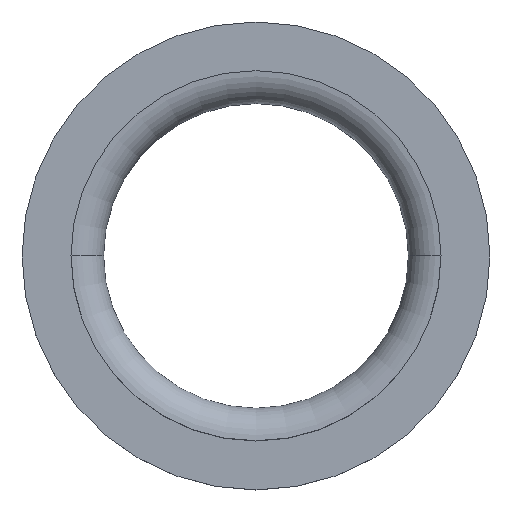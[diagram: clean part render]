
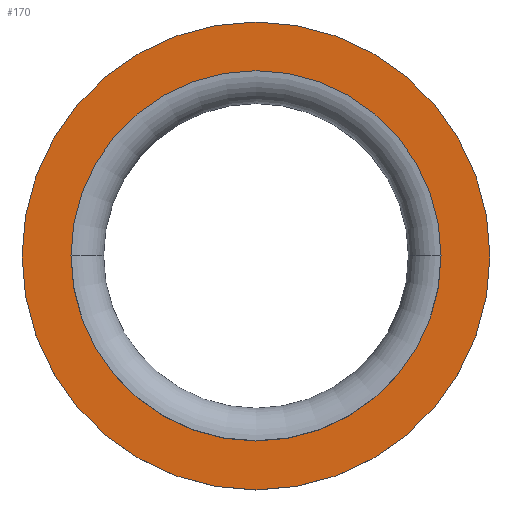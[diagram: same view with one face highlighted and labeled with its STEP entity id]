
A CAD part, top view. The second image highlights one B-rep face of the part: STEP entity #170.
In plain terms, the highlighted planar face has unit normal (0, 0, 1).
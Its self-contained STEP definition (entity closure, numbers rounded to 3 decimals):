
#6 = EDGE_CURVE ( 'NONE', #215, #29, #160, .T. ) ;
#17 = CIRCLE ( 'NONE', #114, 26.1 ) ;
#26 = CARTESIAN_POINT ( 'NONE',  ( 0., 0., 4. ) ) ;
#29 = VERTEX_POINT ( 'NONE', #36 ) ;
#34 = DIRECTION ( 'NONE',  ( 1., 0., 0. ) ) ;
#36 = CARTESIAN_POINT ( 'NONE',  ( -26.1, 0., 4. ) ) ;
#38 = CIRCLE ( 'NONE', #110, 33. ) ;
#57 = CARTESIAN_POINT ( 'NONE',  ( 33., 0., 4. ) ) ;
#60 = DIRECTION ( 'NONE',  ( 1., 0., 0. ) ) ;
#66 = AXIS2_PLACEMENT_3D ( 'NONE', #136, #323, #34 ) ;
#68 = EDGE_CURVE ( 'NONE', #260, #217, #109, .T. ) ;
#83 = EDGE_CURVE ( 'NONE', #217, #260, #38, .T. ) ;
#109 = CIRCLE ( 'NONE', #159, 33. ) ;
#110 = AXIS2_PLACEMENT_3D ( 'NONE', #134, #289, #348 ) ;
#112 = FACE_OUTER_BOUND ( 'NONE', #310, .T. ) ;
#114 = AXIS2_PLACEMENT_3D ( 'NONE', #150, #225, #205 ) ;
#117 = EDGE_LOOP ( 'NONE', ( #329, #191 ) ) ;
#134 = CARTESIAN_POINT ( 'NONE',  ( 0., 0., 4. ) ) ;
#136 = CARTESIAN_POINT ( 'NONE',  ( 0., 0., 4. ) ) ;
#150 = CARTESIAN_POINT ( 'NONE',  ( 0., 0., 4. ) ) ;
#159 = AXIS2_PLACEMENT_3D ( 'NONE', #257, #231, #60 ) ;
#160 = CIRCLE ( 'NONE', #66, 26.1 ) ;
#162 = ORIENTED_EDGE ( 'NONE', *, *, #68, .T. ) ;
#167 = CARTESIAN_POINT ( 'NONE',  ( -33., 0., 4. ) ) ;
#170 = ADVANCED_FACE ( 'NONE', ( #255, #112 ), #325, .T. ) ;
#172 = CARTESIAN_POINT ( 'NONE',  ( 26.1, 0., 4. ) ) ;
#179 = ORIENTED_EDGE ( 'NONE', *, *, #83, .T. ) ;
#191 = ORIENTED_EDGE ( 'NONE', *, *, #6, .F. ) ;
#198 = AXIS2_PLACEMENT_3D ( 'NONE', #26, #326, #252 ) ;
#205 = DIRECTION ( 'NONE',  ( 1., 0., 0. ) ) ;
#215 = VERTEX_POINT ( 'NONE', #172 ) ;
#217 = VERTEX_POINT ( 'NONE', #167 ) ;
#225 = DIRECTION ( 'NONE',  ( 0., 0., 1. ) ) ;
#231 = DIRECTION ( 'NONE',  ( 0., 0., 1. ) ) ;
#252 = DIRECTION ( 'NONE',  ( 1., 0., 0. ) ) ;
#255 = FACE_BOUND ( 'NONE', #117, .T. ) ;
#257 = CARTESIAN_POINT ( 'NONE',  ( 0., 0., 4. ) ) ;
#260 = VERTEX_POINT ( 'NONE', #57 ) ;
#277 = EDGE_CURVE ( 'NONE', #29, #215, #17, .T. ) ;
#289 = DIRECTION ( 'NONE',  ( 0., 0., 1. ) ) ;
#310 = EDGE_LOOP ( 'NONE', ( #179, #162 ) ) ;
#323 = DIRECTION ( 'NONE',  ( 0., 0., 1. ) ) ;
#325 = PLANE ( 'NONE',  #198 ) ;
#326 = DIRECTION ( 'NONE',  ( 0., 0., 1. ) ) ;
#329 = ORIENTED_EDGE ( 'NONE', *, *, #277, .F. ) ;
#348 = DIRECTION ( 'NONE',  ( 1., 0., 0. ) ) ;
